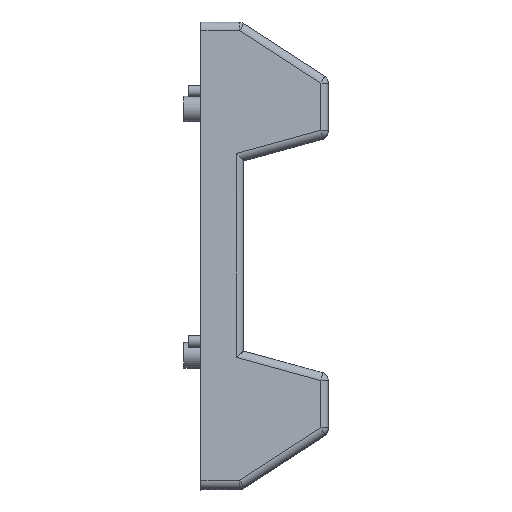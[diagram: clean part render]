
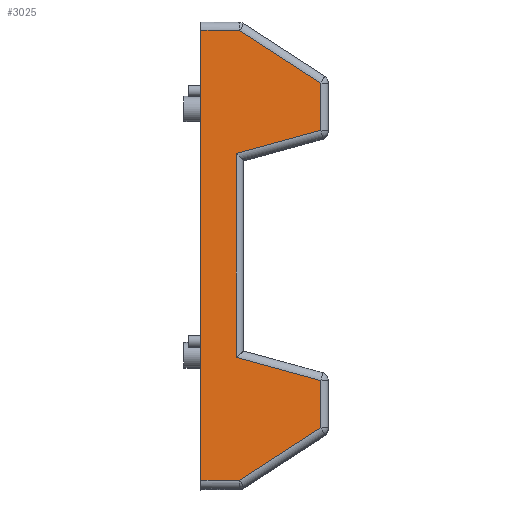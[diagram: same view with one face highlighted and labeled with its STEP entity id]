
A CAD part, top view. The second image highlights one B-rep face of the part: STEP entity #3025.
In plain terms, the highlighted planar face has unit normal (0.158, 0, 0.988).
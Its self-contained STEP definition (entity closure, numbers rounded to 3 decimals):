
#134=PLANE('',#3337);
#241=FACE_OUTER_BOUND('',#442,.T.);
#442=EDGE_LOOP('',(#2254,#2255,#2256,#2257,#2258,#2259,#2260,#2261,#2262,
#2263));
#613=LINE('',#4814,#854);
#637=LINE('',#4902,#878);
#640=LINE('',#4915,#881);
#642=LINE('',#4921,#883);
#649=LINE('',#4948,#890);
#651=LINE('',#4954,#892);
#652=LINE('',#4956,#893);
#653=LINE('',#4957,#894);
#654=LINE('',#4959,#895);
#655=LINE('',#4960,#896);
#854=VECTOR('',#3825,10.);
#878=VECTOR('',#3903,10.);
#881=VECTOR('',#3914,10.);
#883=VECTOR('',#3922,10.);
#890=VECTOR('',#3953,10.);
#892=VECTOR('',#3959,10.);
#893=VECTOR('',#3960,10.);
#894=VECTOR('',#3961,10.);
#895=VECTOR('',#3962,10.);
#896=VECTOR('',#3963,10.);
#1325=VERTEX_POINT('',#4810);
#1327=VERTEX_POINT('',#4813);
#1362=VERTEX_POINT('',#4895);
#1364=VERTEX_POINT('',#4901);
#1369=VERTEX_POINT('',#4912);
#1370=VERTEX_POINT('',#4914);
#1379=VERTEX_POINT('',#4947);
#1381=VERTEX_POINT('',#4953);
#1382=VERTEX_POINT('',#4955);
#1383=VERTEX_POINT('',#4958);
#1638=EDGE_CURVE('',#1325,#1327,#613,.T.);
#1680=EDGE_CURVE('',#1364,#1362,#637,.T.);
#1686=EDGE_CURVE('',#1369,#1370,#640,.T.);
#1690=EDGE_CURVE('',#1370,#1364,#642,.T.);
#1703=EDGE_CURVE('',#1362,#1379,#649,.T.);
#1706=EDGE_CURVE('',#1381,#1369,#651,.T.);
#1707=EDGE_CURVE('',#1382,#1381,#652,.T.);
#1708=EDGE_CURVE('',#1327,#1382,#653,.T.);
#1709=EDGE_CURVE('',#1383,#1325,#654,.T.);
#1710=EDGE_CURVE('',#1379,#1383,#655,.T.);
#2254=ORIENTED_EDGE('',*,*,#1680,.F.);
#2255=ORIENTED_EDGE('',*,*,#1690,.F.);
#2256=ORIENTED_EDGE('',*,*,#1686,.F.);
#2257=ORIENTED_EDGE('',*,*,#1706,.F.);
#2258=ORIENTED_EDGE('',*,*,#1707,.F.);
#2259=ORIENTED_EDGE('',*,*,#1708,.F.);
#2260=ORIENTED_EDGE('',*,*,#1638,.F.);
#2261=ORIENTED_EDGE('',*,*,#1709,.F.);
#2262=ORIENTED_EDGE('',*,*,#1710,.F.);
#2263=ORIENTED_EDGE('',*,*,#1703,.F.);
#3025=ADVANCED_FACE('',(#241),#134,.T.);
#3337=AXIS2_PLACEMENT_3D('',#4952,#3957,#3958);
#3825=DIRECTION('',(0.,1.,0.));
#3903=DIRECTION('',(0.953,-0.26,-0.152));
#3914=DIRECTION('',(-0.953,-0.26,0.152));
#3922=DIRECTION('',(0.,-1.,0.));
#3953=DIRECTION('',(0.,-1.,0.));
#3957=DIRECTION('center_axis',(0.158,0.,0.988));
#3958=DIRECTION('ref_axis',(0.988,0.,-0.158));
#3959=DIRECTION('',(0.,-1.,0.));
#3960=DIRECTION('',(0.832,-0.539,-0.133));
#3961=DIRECTION('',(0.988,0.,-0.158));
#3962=DIRECTION('',(-0.988,0.,0.158));
#3963=DIRECTION('',(-0.832,-0.539,0.133));
#4810=CARTESIAN_POINT('',(-5.,2.,79.832));
#4813=CARTESIAN_POINT('',(-5.,108.,79.832));
#4814=CARTESIAN_POINT('',(-5.,0.,79.832));
#4895=CARTESIAN_POINT('',(23.315,25.514,75.314));
#4901=CARTESIAN_POINT('',(3.315,30.973,78.505));
#4902=CARTESIAN_POINT('',(15.344,27.689,76.586));
#4912=CARTESIAN_POINT('',(23.315,84.486,75.314));
#4914=CARTESIAN_POINT('',(3.315,79.027,78.505));
#4915=CARTESIAN_POINT('',(13.738,81.872,76.842));
#4921=CARTESIAN_POINT('',(3.315,38.75,78.505));
#4947=CARTESIAN_POINT('',(23.315,14.402,75.314));
#4948=CARTESIAN_POINT('',(23.315,0.,75.314));
#4952=CARTESIAN_POINT('Origin',(-5.,0.,79.832));
#4953=CARTESIAN_POINT('',(23.315,95.598,75.314));
#4954=CARTESIAN_POINT('',(23.315,0.,75.314));
#4955=CARTESIAN_POINT('',(4.182,108.,78.367));
#4956=CARTESIAN_POINT('',(34.009,88.666,73.607));
#4957=CARTESIAN_POINT('',(1.699,108.,78.763));
#4958=CARTESIAN_POINT('',(4.182,2.,78.367));
#4959=CARTESIAN_POINT('',(1.699,2.,78.763));
#4960=CARTESIAN_POINT('',(20.722,12.721,75.727));
